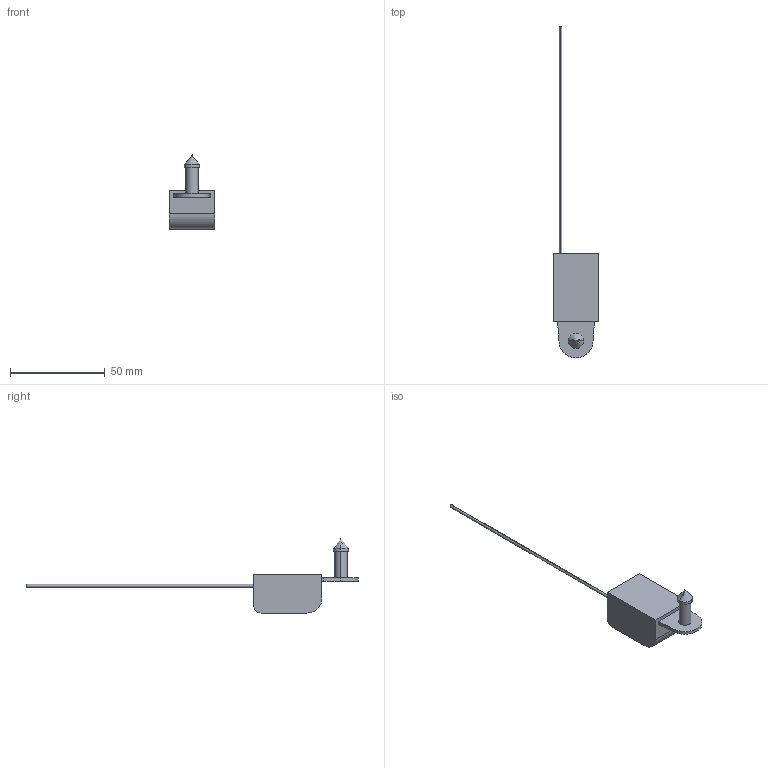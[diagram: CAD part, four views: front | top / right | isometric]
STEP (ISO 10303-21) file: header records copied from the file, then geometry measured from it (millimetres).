
FILE_DESCRIPTION (( 'STEP AP214' ), '1' );
FILE_NAME ('Assem2.STEP', '2020-03-31T09:07:16', ( '' ), ( '' ), 'SwSTEP 2.0', 'SolidWorks 2016', '' );
FILE_SCHEMA (( 'AUTOMOTIVE_DESIGN' ));
Length unit declared in the file: millimetre
Products named in the file (1): Assem2
Bounding box: 24 x 175 x 39.1 mm (x, y, z)
Volume: 18637.4 mm3; surface area: 5848.6 mm2
Topology: 1 solids, 1 shells, 28 faces, 64 edges, 41 vertices
Faces by surface type: cylinder 15, plane 11, cone 2
Entity records: 1130 total; most frequent: DIRECTION 150, CARTESIAN_POINT 132, ORIENTED_EDGE 124, EDGE_CURVE 62, AXIS2_PLACEMENT_3D 59, VERTEX_POINT 41, EDGE_LOOP 33, LINE 32
